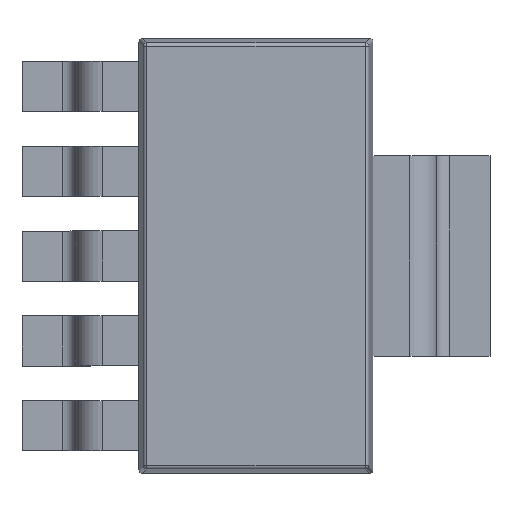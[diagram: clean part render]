
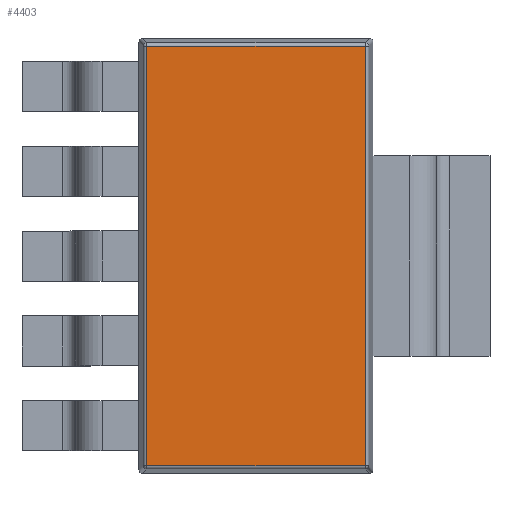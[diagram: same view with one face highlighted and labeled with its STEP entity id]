
A CAD part, top view. The second image highlights one B-rep face of the part: STEP entity #4403.
In plain terms, the highlighted planar face has unit normal (0, 0, 1).
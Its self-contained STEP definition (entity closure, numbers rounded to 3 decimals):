
#3217 = CYLINDRICAL_SURFACE('',#3218,0.05);
#3218 = AXIS2_PLACEMENT_3D('',#3219,#3220,#3221);
#3219 = CARTESIAN_POINT('',(0.113,0.068,1.45));
#3220 = DIRECTION('',(0.,1.,-0.));
#3221 = DIRECTION('',(-0.995,0.,0.105));
#3904 = VERTEX_POINT('',#3905);
#3905 = CARTESIAN_POINT('',(0.113,0.113,1.5));
#3927 = EDGE_CURVE('',#3904,#3928,#3930,.T.);
#3928 = VERTEX_POINT('',#3929);
#3929 = CARTESIAN_POINT('',(0.113,6.387,1.5));
#3930 = SURFACE_CURVE('',#3931,(#3935,#3942),.PCURVE_S1.);
#3931 = LINE('',#3932,#3933);
#3932 = CARTESIAN_POINT('',(0.113,0.068,1.5));
#3933 = VECTOR('',#3934,1.);
#3934 = DIRECTION('',(0.,1.,-0.));
#3935 = PCURVE('',#3217,#3936);
#3936 = DEFINITIONAL_REPRESENTATION('',(#3937),#3941);
#3937 = LINE('',#3938,#3939);
#3938 = CARTESIAN_POINT('',(1.466,0.));
#3939 = VECTOR('',#3940,1.);
#3940 = DIRECTION('',(0.,1.));
#3941 = ( GEOMETRIC_REPRESENTATION_CONTEXT(2) 
PARAMETRIC_REPRESENTATION_CONTEXT() REPRESENTATION_CONTEXT('2D SPACE',''
  ) );
#3942 = PCURVE('',#3943,#3948);
#3943 = PLANE('',#3944);
#3944 = AXIS2_PLACEMENT_3D('',#3945,#3946,#3947);
#3945 = CARTESIAN_POINT('',(0.,0.,1.5));
#3946 = DIRECTION('',(0.,0.,1.));
#3947 = DIRECTION('',(1.,0.,-0.));
#3948 = DEFINITIONAL_REPRESENTATION('',(#3949),#3953);
#3949 = LINE('',#3950,#3951);
#3950 = CARTESIAN_POINT('',(0.113,0.068));
#3951 = VECTOR('',#3952,1.);
#3952 = DIRECTION('',(0.,1.));
#3953 = ( GEOMETRIC_REPRESENTATION_CONTEXT(2) 
PARAMETRIC_REPRESENTATION_CONTEXT() REPRESENTATION_CONTEXT('2D SPACE',''
  ) );
#4147 = CYLINDRICAL_SURFACE('',#4148,0.05);
#4148 = AXIS2_PLACEMENT_3D('',#4149,#4150,#4151);
#4149 = CARTESIAN_POINT('',(0.068,6.387,1.45));
#4150 = DIRECTION('',(1.,0.,0.));
#4151 = DIRECTION('',(-0.,0.995,0.105));
#4344 = CYLINDRICAL_SURFACE('',#4345,0.05);
#4345 = AXIS2_PLACEMENT_3D('',#4346,#4347,#4348);
#4346 = CARTESIAN_POINT('',(0.068,0.113,1.45));
#4347 = DIRECTION('',(1.,-0.,0.));
#4348 = DIRECTION('',(-0.,-0.995,0.105));
#4403 = ADVANCED_FACE('',(#4404),#3943,.T.);
#4404 = FACE_BOUND('',#4405,.T.);
#4405 = EDGE_LOOP('',(#4406,#4407,#4430,#4458));
#4406 = ORIENTED_EDGE('',*,*,#3927,.F.);
#4407 = ORIENTED_EDGE('',*,*,#4408,.T.);
#4408 = EDGE_CURVE('',#3904,#4409,#4411,.T.);
#4409 = VERTEX_POINT('',#4410);
#4410 = CARTESIAN_POINT('',(3.387,0.113,1.5));
#4411 = SURFACE_CURVE('',#4412,(#4416,#4423),.PCURVE_S1.);
#4412 = LINE('',#4413,#4414);
#4413 = CARTESIAN_POINT('',(0.068,0.113,1.5));
#4414 = VECTOR('',#4415,1.);
#4415 = DIRECTION('',(1.,-0.,0.));
#4416 = PCURVE('',#3943,#4417);
#4417 = DEFINITIONAL_REPRESENTATION('',(#4418),#4422);
#4418 = LINE('',#4419,#4420);
#4419 = CARTESIAN_POINT('',(0.068,0.113));
#4420 = VECTOR('',#4421,1.);
#4421 = DIRECTION('',(1.,0.));
#4422 = ( GEOMETRIC_REPRESENTATION_CONTEXT(2) 
PARAMETRIC_REPRESENTATION_CONTEXT() REPRESENTATION_CONTEXT('2D SPACE',''
  ) );
#4423 = PCURVE('',#4344,#4424);
#4424 = DEFINITIONAL_REPRESENTATION('',(#4425),#4429);
#4425 = LINE('',#4426,#4427);
#4426 = CARTESIAN_POINT('',(-1.466,0.));
#4427 = VECTOR('',#4428,1.);
#4428 = DIRECTION('',(-0.,1.));
#4429 = ( GEOMETRIC_REPRESENTATION_CONTEXT(2) 
PARAMETRIC_REPRESENTATION_CONTEXT() REPRESENTATION_CONTEXT('2D SPACE',''
  ) );
#4430 = ORIENTED_EDGE('',*,*,#4431,.T.);
#4431 = EDGE_CURVE('',#4409,#4432,#4434,.T.);
#4432 = VERTEX_POINT('',#4433);
#4433 = CARTESIAN_POINT('',(3.387,6.387,1.5));
#4434 = SURFACE_CURVE('',#4435,(#4439,#4446),.PCURVE_S1.);
#4435 = LINE('',#4436,#4437);
#4436 = CARTESIAN_POINT('',(3.387,0.068,1.5));
#4437 = VECTOR('',#4438,1.);
#4438 = DIRECTION('',(0.,1.,-0.));
#4439 = PCURVE('',#3943,#4440);
#4440 = DEFINITIONAL_REPRESENTATION('',(#4441),#4445);
#4441 = LINE('',#4442,#4443);
#4442 = CARTESIAN_POINT('',(3.387,0.068));
#4443 = VECTOR('',#4444,1.);
#4444 = DIRECTION('',(0.,1.));
#4445 = ( GEOMETRIC_REPRESENTATION_CONTEXT(2) 
PARAMETRIC_REPRESENTATION_CONTEXT() REPRESENTATION_CONTEXT('2D SPACE',''
  ) );
#4446 = PCURVE('',#4447,#4452);
#4447 = CYLINDRICAL_SURFACE('',#4448,0.05);
#4448 = AXIS2_PLACEMENT_3D('',#4449,#4450,#4451);
#4449 = CARTESIAN_POINT('',(3.387,0.068,1.45));
#4450 = DIRECTION('',(0.,1.,-0.));
#4451 = DIRECTION('',(0.,0.,1.));
#4452 = DEFINITIONAL_REPRESENTATION('',(#4453),#4457);
#4453 = LINE('',#4454,#4455);
#4454 = CARTESIAN_POINT('',(0.,0.));
#4455 = VECTOR('',#4456,1.);
#4456 = DIRECTION('',(0.,1.));
#4457 = ( GEOMETRIC_REPRESENTATION_CONTEXT(2) 
PARAMETRIC_REPRESENTATION_CONTEXT() REPRESENTATION_CONTEXT('2D SPACE',''
  ) );
#4458 = ORIENTED_EDGE('',*,*,#4459,.F.);
#4459 = EDGE_CURVE('',#3928,#4432,#4460,.T.);
#4460 = SURFACE_CURVE('',#4461,(#4465,#4472),.PCURVE_S1.);
#4461 = LINE('',#4462,#4463);
#4462 = CARTESIAN_POINT('',(0.068,6.387,1.5));
#4463 = VECTOR('',#4464,1.);
#4464 = DIRECTION('',(1.,0.,0.));
#4465 = PCURVE('',#3943,#4466);
#4466 = DEFINITIONAL_REPRESENTATION('',(#4467),#4471);
#4467 = LINE('',#4468,#4469);
#4468 = CARTESIAN_POINT('',(0.068,6.387));
#4469 = VECTOR('',#4470,1.);
#4470 = DIRECTION('',(1.,0.));
#4471 = ( GEOMETRIC_REPRESENTATION_CONTEXT(2) 
PARAMETRIC_REPRESENTATION_CONTEXT() REPRESENTATION_CONTEXT('2D SPACE',''
  ) );
#4472 = PCURVE('',#4147,#4473);
#4473 = DEFINITIONAL_REPRESENTATION('',(#4474),#4478);
#4474 = LINE('',#4475,#4476);
#4475 = CARTESIAN_POINT('',(1.466,0.));
#4476 = VECTOR('',#4477,1.);
#4477 = DIRECTION('',(0.,1.));
#4478 = ( GEOMETRIC_REPRESENTATION_CONTEXT(2) 
PARAMETRIC_REPRESENTATION_CONTEXT() REPRESENTATION_CONTEXT('2D SPACE',''
  ) );
